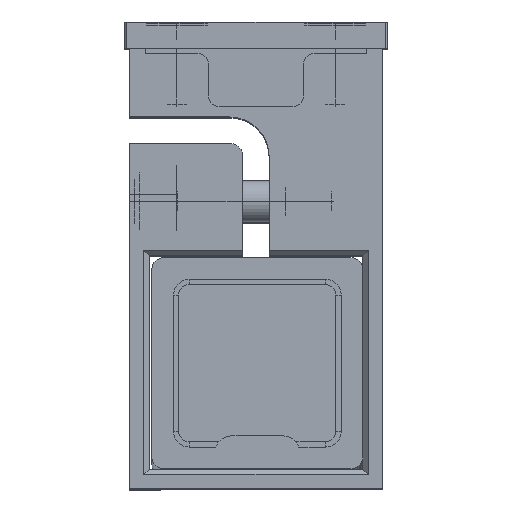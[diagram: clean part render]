
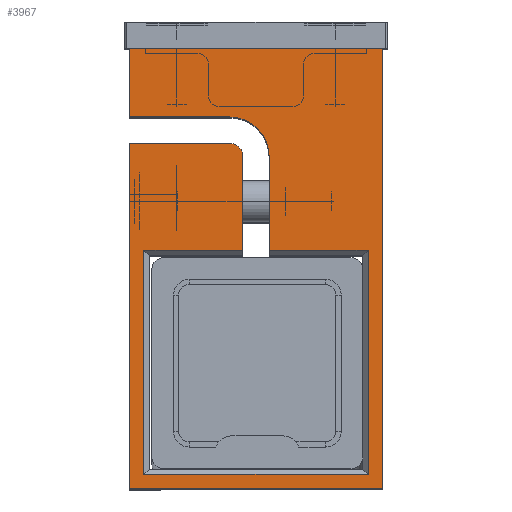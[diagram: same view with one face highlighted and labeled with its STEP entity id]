
A CAD part, top view. The second image highlights one B-rep face of the part: STEP entity #3967.
In plain terms, the highlighted face is planar.
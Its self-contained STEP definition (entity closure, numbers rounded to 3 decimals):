
#7 = LINE ( 'NONE', #7484, #7344 ) ;
#58 = CARTESIAN_POINT ( 'NONE',  ( -24., 8., 41.75 ) ) ;
#136 = CARTESIAN_POINT ( 'NONE',  ( -21.25, 8., 3.5 ) ) ;
#254 = CARTESIAN_POINT ( 'NONE',  ( 2.5, 8., 3.5 ) ) ;
#324 = EDGE_CURVE ( 'NONE', #8074, #1529, #1718, .T. ) ;
#379 = VECTOR ( 'NONE', #872, 1000. ) ;
#398 = EDGE_CURVE ( 'NONE', #1529, #6787, #3839, .T. ) ;
#443 = DIRECTION ( 'NONE',  ( 1., 0., 0. ) ) ;
#502 = DIRECTION ( 'NONE',  ( -1., 0., 0. ) ) ;
#576 = VERTEX_POINT ( 'NONE', #4059 ) ;
#652 = VECTOR ( 'NONE', #3596, 1000. ) ;
#701 = EDGE_CURVE ( 'NONE', #3940, #7961, #7133, .T. ) ;
#768 = DIRECTION ( 'NONE',  ( 0., 0., -1. ) ) ;
#872 = DIRECTION ( 'NONE',  ( -1., 0., 0. ) ) ;
#912 = CARTESIAN_POINT ( 'NONE',  ( -24., 8., 3.5 ) ) ;
#953 = VECTOR ( 'NONE', #4238, 1000. ) ;
#1089 = VECTOR ( 'NONE', #3820, 1000. ) ;
#1357 = CARTESIAN_POINT ( 'NONE',  ( -24., 8., 41.75 ) ) ;
#1361 = CARTESIAN_POINT ( 'NONE',  ( -24., 8., 3.5 ) ) ;
#1399 = CARTESIAN_POINT ( 'NONE',  ( 5., 8., 21.25 ) ) ;
#1452 = VECTOR ( 'NONE', #2513, 1000. ) ;
#1464 = EDGE_CURVE ( 'NONE', #4898, #4928, #2850, .T. ) ;
#1475 = CARTESIAN_POINT ( 'NONE',  ( -24., 8., -39. ) ) ;
#1477 = CARTESIAN_POINT ( 'NONE',  ( -21.25, 8., 41.75 ) ) ;
#1486 = VERTEX_POINT ( 'NONE', #4072 ) ;
#1519 = CARTESIAN_POINT ( 'NONE',  ( -24., 8., 41.75 ) ) ;
#1529 = VERTEX_POINT ( 'NONE', #2661 ) ;
#1705 = CARTESIAN_POINT ( 'NONE',  ( -2.5, 8., 21.25 ) ) ;
#1718 = LINE ( 'NONE', #4521, #5089 ) ;
#1849 = CARTESIAN_POINT ( 'NONE',  ( 24., 8., 41.75 ) ) ;
#1965 = VECTOR ( 'NONE', #6323, 1000. ) ;
#1994 = DIRECTION ( 'NONE',  ( 0., 0., 1. ) ) ;
#2040 = DIRECTION ( 'NONE',  ( -1., 0., 0. ) ) ;
#2042 = EDGE_CURVE ( 'NONE', #7753, #3940, #3566, .T. ) ;
#2122 = CIRCLE ( 'NONE', #8177, 7.5 ) ;
#2130 = VERTEX_POINT ( 'NONE', #254 ) ;
#2141 = EDGE_CURVE ( 'NONE', #7961, #8291, #5673, .T. ) ;
#2321 = EDGE_CURVE ( 'NONE', #2130, #1486, #2492, .T. ) ;
#2388 = VECTOR ( 'NONE', #768, 1000. ) ;
#2412 = EDGE_CURVE ( 'NONE', #4928, #7776, #4048, .T. ) ;
#2432 = EDGE_CURVE ( 'NONE', #1486, #8074, #3272, .T. ) ;
#2492 = LINE ( 'NONE', #8022, #1089 ) ;
#2513 = DIRECTION ( 'NONE',  ( 0., 0., -1. ) ) ;
#2609 = EDGE_CURVE ( 'NONE', #576, #7753, #7836, .T. ) ;
#2661 = CARTESIAN_POINT ( 'NONE',  ( 24., 8., 23.75 ) ) ;
#2850 = LINE ( 'NONE', #8908, #2388 ) ;
#2871 = EDGE_CURVE ( 'NONE', #6787, #4337, #5133, .T. ) ;
#2887 = CARTESIAN_POINT ( 'NONE',  ( 5., 8., 28.75 ) ) ;
#2947 = ORIENTED_EDGE ( 'NONE', *, *, #1464, .T. ) ;
#2960 = CARTESIAN_POINT ( 'NONE',  ( 21.25, 8., 41.75 ) ) ;
#2985 = EDGE_CURVE ( 'NONE', #5280, #4898, #7554, .T. ) ;
#3048 = DIRECTION ( 'NONE',  ( 0., 0., 1. ) ) ;
#3130 = VECTOR ( 'NONE', #6839, 1000. ) ;
#3172 = ORIENTED_EDGE ( 'NONE', *, *, #701, .T. ) ;
#3272 = CIRCLE ( 'NONE', #4580, 2.5 ) ;
#3308 = ORIENTED_EDGE ( 'NONE', *, *, #7681, .T. ) ;
#3356 = DIRECTION ( 'NONE',  ( 0., 1., 0. ) ) ;
#3438 = ORIENTED_EDGE ( 'NONE', *, *, #398, .T. ) ;
#3487 = ORIENTED_EDGE ( 'NONE', *, *, #2609, .T. ) ;
#3566 = LINE ( 'NONE', #1477, #1965 ) ;
#3596 = DIRECTION ( 'NONE',  ( 0., 0., 1. ) ) ;
#3820 = DIRECTION ( 'NONE',  ( 0., 0., 1. ) ) ;
#3839 = LINE ( 'NONE', #1849, #1452 ) ;
#3940 = VERTEX_POINT ( 'NONE', #6359 ) ;
#3967 = ADVANCED_FACE ( 'NONE', ( #4879 ), #7714, .T. ) ;
#4048 = LINE ( 'NONE', #4862, #3130 ) ;
#4059 = CARTESIAN_POINT ( 'NONE',  ( -2.5, 8., 3.5 ) ) ;
#4072 = CARTESIAN_POINT ( 'NONE',  ( 2.5, 8., 21.25 ) ) ;
#4119 = DIRECTION ( 'NONE',  ( 1., 0., 0. ) ) ;
#4162 = DIRECTION ( 'NONE',  ( 0., -1., 0. ) ) ;
#4187 = DIRECTION ( 'NONE',  ( 0., 1., 0. ) ) ;
#4238 = DIRECTION ( 'NONE',  ( 1., 0., 0. ) ) ;
#4251 = ORIENTED_EDGE ( 'NONE', *, *, #2871, .T. ) ;
#4294 = ORIENTED_EDGE ( 'NONE', *, *, #324, .T. ) ;
#4337 = VERTEX_POINT ( 'NONE', #6327 ) ;
#4358 = LINE ( 'NONE', #6484, #652 ) ;
#4442 = VECTOR ( 'NONE', #4119, 1000. ) ;
#4469 = CARTESIAN_POINT ( 'NONE',  ( 24., 8., 28.75 ) ) ;
#4521 = CARTESIAN_POINT ( 'NONE',  ( -24., 8., 23.75 ) ) ;
#4580 = AXIS2_PLACEMENT_3D ( 'NONE', #7437, #3356, #7487 ) ;
#4748 = ORIENTED_EDGE ( 'NONE', *, *, #2412, .T. ) ;
#4862 = CARTESIAN_POINT ( 'NONE',  ( -24., 8., 28.75 ) ) ;
#4879 = FACE_OUTER_BOUND ( 'NONE', #7370, .T. ) ;
#4898 = VERTEX_POINT ( 'NONE', #7044 ) ;
#4928 = VERTEX_POINT ( 'NONE', #4469 ) ;
#5061 = ORIENTED_EDGE ( 'NONE', *, *, #2141, .T. ) ;
#5089 = VECTOR ( 'NONE', #443, 1000. ) ;
#5133 = LINE ( 'NONE', #5971, #6456 ) ;
#5194 = CARTESIAN_POINT ( 'NONE',  ( 21.25, 8., 3.5 ) ) ;
#5280 = VERTEX_POINT ( 'NONE', #58 ) ;
#5458 = EDGE_CURVE ( 'NONE', #4337, #5280, #4358, .T. ) ;
#5608 = ORIENTED_EDGE ( 'NONE', *, *, #2985, .T. ) ;
#5673 = LINE ( 'NONE', #2960, #8739 ) ;
#5971 = CARTESIAN_POINT ( 'NONE',  ( -24., 8., -41.75 ) ) ;
#6323 = DIRECTION ( 'NONE',  ( 0., 0., -1. ) ) ;
#6327 = CARTESIAN_POINT ( 'NONE',  ( -24., 8., -41.75 ) ) ;
#6359 = CARTESIAN_POINT ( 'NONE',  ( -21.25, 8., -39. ) ) ;
#6376 = VERTEX_POINT ( 'NONE', #1705 ) ;
#6456 = VECTOR ( 'NONE', #502, 1000. ) ;
#6484 = CARTESIAN_POINT ( 'NONE',  ( -24., 8., 41.75 ) ) ;
#6648 = ORIENTED_EDGE ( 'NONE', *, *, #2321, .T. ) ;
#6717 = ORIENTED_EDGE ( 'NONE', *, *, #7226, .T. ) ;
#6787 = VERTEX_POINT ( 'NONE', #6845 ) ;
#6795 = DIRECTION ( 'NONE',  ( 0., 0., -1. ) ) ;
#6839 = DIRECTION ( 'NONE',  ( -1., 0., 0. ) ) ;
#6845 = CARTESIAN_POINT ( 'NONE',  ( 24., 8., -41.75 ) ) ;
#6909 = CARTESIAN_POINT ( 'NONE',  ( 5., 8., 23.75 ) ) ;
#6945 = DIRECTION ( 'NONE',  ( 1., 0., 0. ) ) ;
#7044 = CARTESIAN_POINT ( 'NONE',  ( 24., 8., 41.75 ) ) ;
#7133 = LINE ( 'NONE', #1475, #953 ) ;
#7226 = EDGE_CURVE ( 'NONE', #8291, #2130, #8229, .T. ) ;
#7326 = CARTESIAN_POINT ( 'NONE',  ( 21.25, 8., -39. ) ) ;
#7344 = VECTOR ( 'NONE', #6795, 1000. ) ;
#7363 = ORIENTED_EDGE ( 'NONE', *, *, #5458, .T. ) ;
#7370 = EDGE_LOOP ( 'NONE', ( #4748, #3308, #7725, #3487, #8909, #3172, #5061, #6717, #6648, #8156, #4294, #3438, #4251, #7363, #5608, #2947 ) ) ;
#7418 = AXIS2_PLACEMENT_3D ( 'NONE', #1519, #4187, #6945 ) ;
#7437 = CARTESIAN_POINT ( 'NONE',  ( 5., 8., 21.25 ) ) ;
#7484 = CARTESIAN_POINT ( 'NONE',  ( -2.5, 8., 41.75 ) ) ;
#7487 = DIRECTION ( 'NONE',  ( 0., 0., 1. ) ) ;
#7554 = LINE ( 'NONE', #1357, #4442 ) ;
#7681 = EDGE_CURVE ( 'NONE', #7776, #6376, #2122, .T. ) ;
#7714 = PLANE ( 'NONE',  #7418 ) ;
#7725 = ORIENTED_EDGE ( 'NONE', *, *, #8485, .T. ) ;
#7753 = VERTEX_POINT ( 'NONE', #136 ) ;
#7776 = VERTEX_POINT ( 'NONE', #2887 ) ;
#7836 = LINE ( 'NONE', #912, #379 ) ;
#7961 = VERTEX_POINT ( 'NONE', #7326 ) ;
#8022 = CARTESIAN_POINT ( 'NONE',  ( 2.5, 8., 41.75 ) ) ;
#8035 = VECTOR ( 'NONE', #2040, 1000. ) ;
#8074 = VERTEX_POINT ( 'NONE', #6909 ) ;
#8156 = ORIENTED_EDGE ( 'NONE', *, *, #2432, .T. ) ;
#8177 = AXIS2_PLACEMENT_3D ( 'NONE', #1399, #4162, #1994 ) ;
#8229 = LINE ( 'NONE', #1361, #8035 ) ;
#8291 = VERTEX_POINT ( 'NONE', #5194 ) ;
#8485 = EDGE_CURVE ( 'NONE', #6376, #576, #7, .T. ) ;
#8739 = VECTOR ( 'NONE', #3048, 1000. ) ;
#8908 = CARTESIAN_POINT ( 'NONE',  ( 24., 8., 41.75 ) ) ;
#8909 = ORIENTED_EDGE ( 'NONE', *, *, #2042, .T. ) ;
